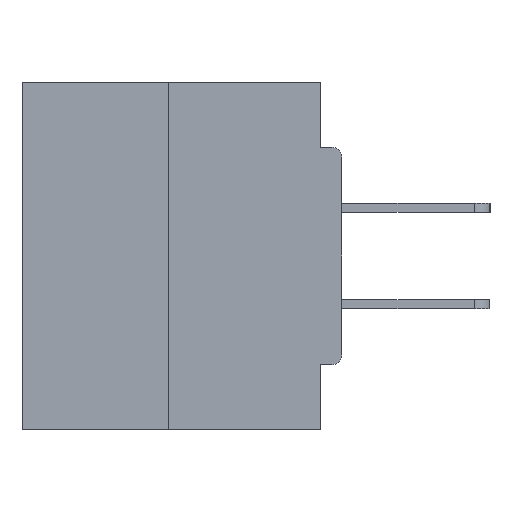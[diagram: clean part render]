
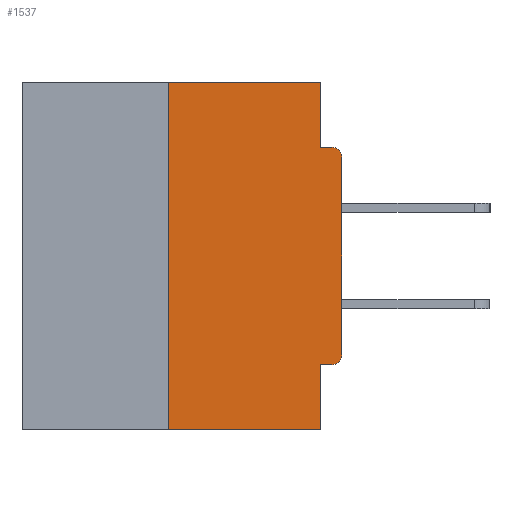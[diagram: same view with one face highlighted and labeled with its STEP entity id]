
A CAD part, left-side view. The second image highlights one B-rep face of the part: STEP entity #1537.
In plain terms, the highlighted planar face has unit normal (-1, 0, 0).
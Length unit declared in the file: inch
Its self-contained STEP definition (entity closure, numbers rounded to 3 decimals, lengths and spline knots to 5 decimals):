
#605 = LINE ( 'NONE', #25648, #29635 ) ;
#771 = AXIS2_PLACEMENT_3D ( 'NONE', #12436, #4726, #29468 ) ;
#1064 = CARTESIAN_POINT ( 'NONE',  ( 0., 0.031, -0.0935 ) ) ;
#1187 = DIRECTION ( 'NONE',  ( -1., 0., 0. ) ) ;
#1245 = ORIENTED_EDGE ( 'NONE', *, *, #12611, .T. ) ;
#1537 = ADVANCED_FACE ( 'NONE', ( #24710 ), #11944, .F. ) ;
#1666 = EDGE_CURVE ( 'NONE', #26209, #9800, #5361, .T. ) ;
#2088 = DIRECTION ( 'NONE',  ( 0., 0., -1. ) ) ;
#2193 = CARTESIAN_POINT ( 'NONE',  ( 0., 0.25, 0. ) ) ;
#3061 = LINE ( 'NONE', #8114, #9104 ) ;
#3547 = ORIENTED_EDGE ( 'NONE', *, *, #10592, .F. ) ;
#3820 = VERTEX_POINT ( 'NONE', #29064 ) ;
#4103 = CARTESIAN_POINT ( 'NONE',  ( 0., 0.015, -0.1085 ) ) ;
#4476 = EDGE_CURVE ( 'NONE', #6542, #3820, #10480, .T. ) ;
#4726 = DIRECTION ( 'NONE',  ( 1., 0., 0. ) ) ;
#5292 = CARTESIAN_POINT ( 'NONE',  ( 0., 0., 0. ) ) ;
#5361 = LINE ( 'NONE', #20770, #8962 ) ;
#5421 = LINE ( 'NONE', #12974, #16978 ) ;
#5563 = CARTESIAN_POINT ( 'NONE',  ( 0., 0.46, -0.5 ) ) ;
#5649 = VECTOR ( 'NONE', #22780, 39.37008 ) ;
#6542 = VERTEX_POINT ( 'NONE', #26214 ) ;
#6631 = VERTEX_POINT ( 'NONE', #25473 ) ;
#6677 = LINE ( 'NONE', #24529, #22255 ) ;
#6752 = CARTESIAN_POINT ( 'NONE',  ( 0., 0.015, -0.3915 ) ) ;
#6776 = CARTESIAN_POINT ( 'NONE',  ( 0., 0., -0.3915 ) ) ;
#6937 = ORIENTED_EDGE ( 'NONE', *, *, #31969, .T. ) ;
#7046 = EDGE_CURVE ( 'NONE', #9800, #6631, #605, .T. ) ;
#8114 = CARTESIAN_POINT ( 'NONE',  ( 0., 0., -0.0935 ) ) ;
#8162 = DIRECTION ( 'NONE',  ( 0., 0., 1. ) ) ;
#8470 = CARTESIAN_POINT ( 'NONE',  ( 0., 0.015, -0.4065 ) ) ;
#8511 = ORIENTED_EDGE ( 'NONE', *, *, #1666, .F. ) ;
#8962 = VECTOR ( 'NONE', #8162, 39.37008 ) ;
#9051 = CIRCLE ( 'NONE', #18456, 0.015 ) ;
#9104 = VECTOR ( 'NONE', #23515, 39.37008 ) ;
#9498 = EDGE_CURVE ( 'NONE', #11924, #19457, #3061, .T. ) ;
#9800 = VERTEX_POINT ( 'NONE', #2193 ) ;
#9868 = ORIENTED_EDGE ( 'NONE', *, *, #7046, .F. ) ;
#9879 = VERTEX_POINT ( 'NONE', #27914 ) ;
#10067 = EDGE_CURVE ( 'NONE', #17805, #12054, #20092, .T. ) ;
#10480 = LINE ( 'NONE', #15869, #20636 ) ;
#10592 = EDGE_CURVE ( 'NONE', #6631, #11924, #6677, .T. ) ;
#11009 = DIRECTION ( 'NONE',  ( 0., 0., -1. ) ) ;
#11924 = VERTEX_POINT ( 'NONE', #1064 ) ;
#11944 = PLANE ( 'NONE',  #771 ) ;
#12054 = VERTEX_POINT ( 'NONE', #6776 ) ;
#12436 = CARTESIAN_POINT ( 'NONE',  ( 0., 0.46, 0. ) ) ;
#12601 = CARTESIAN_POINT ( 'NONE',  ( 0., 0.015, -0.0935 ) ) ;
#12611 = EDGE_CURVE ( 'NONE', #26209, #3820, #25077, .T. ) ;
#12974 = CARTESIAN_POINT ( 'NONE',  ( 0., 0., -0.4065 ) ) ;
#15495 = DIRECTION ( 'NONE',  ( 0., -1., 0. ) ) ;
#15558 = DIRECTION ( 'NONE',  ( 0., 0., -1. ) ) ;
#15869 = CARTESIAN_POINT ( 'NONE',  ( 0., 0.031, -0.5 ) ) ;
#16978 = VECTOR ( 'NONE', #25587, 39.37008 ) ;
#17436 = ORIENTED_EDGE ( 'NONE', *, *, #22446, .F. ) ;
#17805 = VERTEX_POINT ( 'NONE', #8470 ) ;
#18456 = AXIS2_PLACEMENT_3D ( 'NONE', #4103, #26349, #31093 ) ;
#19457 = VERTEX_POINT ( 'NONE', #12601 ) ;
#20092 = CIRCLE ( 'NONE', #27984, 0.015 ) ;
#20636 = VECTOR ( 'NONE', #15558, 39.37008 ) ;
#20770 = CARTESIAN_POINT ( 'NONE',  ( 0., 0.25, 0. ) ) ;
#21969 = EDGE_CURVE ( 'NONE', #12054, #9879, #24995, .T. ) ;
#22255 = VECTOR ( 'NONE', #2088, 39.37008 ) ;
#22446 = EDGE_CURVE ( 'NONE', #17805, #6542, #5421, .T. ) ;
#22780 = DIRECTION ( 'NONE',  ( 0., -1., 0. ) ) ;
#23157 = DIRECTION ( 'NONE',  ( 0., 0., 1. ) ) ;
#23515 = DIRECTION ( 'NONE',  ( 0., -1., 0. ) ) ;
#24529 = CARTESIAN_POINT ( 'NONE',  ( 0., 0.031, 0. ) ) ;
#24710 = FACE_OUTER_BOUND ( 'NONE', #28851, .T. ) ;
#24995 = LINE ( 'NONE', #5292, #29517 ) ;
#25077 = LINE ( 'NONE', #5563, #5649 ) ;
#25473 = CARTESIAN_POINT ( 'NONE',  ( 0., 0.031, 0. ) ) ;
#25587 = DIRECTION ( 'NONE',  ( 0., 1., 0. ) ) ;
#25648 = CARTESIAN_POINT ( 'NONE',  ( 0., 0.46, 0. ) ) ;
#25789 = ORIENTED_EDGE ( 'NONE', *, *, #9498, .F. ) ;
#25992 = CARTESIAN_POINT ( 'NONE',  ( 0., 0.25, -0.5 ) ) ;
#26209 = VERTEX_POINT ( 'NONE', #25992 ) ;
#26214 = CARTESIAN_POINT ( 'NONE',  ( 0., 0.031, -0.4065 ) ) ;
#26349 = DIRECTION ( 'NONE',  ( -1., 0., 0. ) ) ;
#27914 = CARTESIAN_POINT ( 'NONE',  ( 0., 0., -0.1085 ) ) ;
#27952 = ORIENTED_EDGE ( 'NONE', *, *, #10067, .T. ) ;
#27984 = AXIS2_PLACEMENT_3D ( 'NONE', #6752, #1187, #11009 ) ;
#28851 = EDGE_LOOP ( 'NONE', ( #9868, #8511, #1245, #31928, #17436, #27952, #31037, #6937, #25789, #3547 ) ) ;
#29064 = CARTESIAN_POINT ( 'NONE',  ( 0., 0.031, -0.5 ) ) ;
#29468 = DIRECTION ( 'NONE',  ( 0., 0., -1. ) ) ;
#29517 = VECTOR ( 'NONE', #23157, 39.37008 ) ;
#29635 = VECTOR ( 'NONE', #15495, 39.37008 ) ;
#31037 = ORIENTED_EDGE ( 'NONE', *, *, #21969, .T. ) ;
#31093 = DIRECTION ( 'NONE',  ( 0., 0., -1. ) ) ;
#31928 = ORIENTED_EDGE ( 'NONE', *, *, #4476, .F. ) ;
#31969 = EDGE_CURVE ( 'NONE', #9879, #19457, #9051, .T. ) ;
